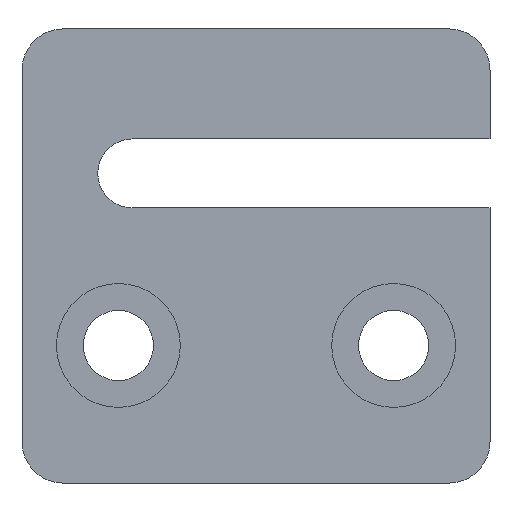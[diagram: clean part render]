
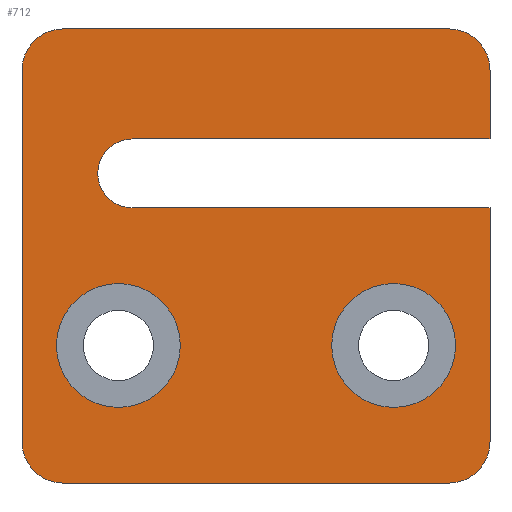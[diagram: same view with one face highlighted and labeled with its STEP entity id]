
A CAD part, front view. The second image highlights one B-rep face of the part: STEP entity #712.
In plain terms, the highlighted planar face has unit normal (0, -1, 0).
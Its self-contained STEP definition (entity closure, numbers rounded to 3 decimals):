
#15=FACE_BOUND('',#118,.T.);
#16=FACE_BOUND('',#119,.T.);
#38=CIRCLE('',#773,3.);
#39=CIRCLE('',#774,3.);
#40=CIRCLE('',#775,2.5);
#41=CIRCLE('',#776,3.);
#42=CIRCLE('',#777,3.);
#43=CIRCLE('',#778,4.5);
#44=CIRCLE('',#779,4.5);
#45=CIRCLE('',#780,4.5);
#46=CIRCLE('',#781,4.5);
#80=FACE_OUTER_BOUND('',#117,.T.);
#117=EDGE_LOOP('',(#499,#500,#501,#502,#503,#504,#505,#506,#507,#508,#509,
#510));
#118=EDGE_LOOP('',(#511,#512));
#119=EDGE_LOOP('',(#513,#514));
#165=LINE('',#1050,#234);
#172=LINE('',#1083,#241);
#174=LINE('',#1089,#243);
#175=LINE('',#1093,#244);
#176=LINE('',#1095,#245);
#177=LINE('',#1098,#246);
#178=LINE('',#1102,#247);
#234=VECTOR('',#835,5.);
#241=VECTOR('',#868,27.);
#243=VECTOR('',#874,28.);
#244=VECTOR('',#877,17.);
#245=VECTOR('',#878,26.);
#246=VECTOR('',#881,26.);
#247=VECTOR('',#884,28.);
#303=VERTEX_POINT('',#1047);
#304=VERTEX_POINT('',#1049);
#316=VERTEX_POINT('',#1080);
#317=VERTEX_POINT('',#1082);
#318=VERTEX_POINT('',#1086);
#319=VERTEX_POINT('',#1088);
#320=VERTEX_POINT('',#1090);
#321=VERTEX_POINT('',#1092);
#322=VERTEX_POINT('',#1094);
#323=VERTEX_POINT('',#1096);
#324=VERTEX_POINT('',#1099);
#325=VERTEX_POINT('',#1101);
#326=VERTEX_POINT('',#1104);
#327=VERTEX_POINT('',#1105);
#328=VERTEX_POINT('',#1108);
#329=VERTEX_POINT('',#1109);
#375=EDGE_CURVE('',#303,#304,#165,.T.);
#391=EDGE_CURVE('',#317,#316,#172,.T.);
#393=EDGE_CURVE('',#316,#318,#38,.F.);
#394=EDGE_CURVE('',#318,#319,#174,.T.);
#395=EDGE_CURVE('',#319,#320,#39,.F.);
#396=EDGE_CURVE('',#321,#320,#175,.T.);
#397=EDGE_CURVE('',#321,#322,#176,.T.);
#398=EDGE_CURVE('',#322,#323,#40,.T.);
#399=EDGE_CURVE('',#323,#304,#177,.T.);
#400=EDGE_CURVE('',#303,#324,#41,.F.);
#401=EDGE_CURVE('',#325,#324,#178,.T.);
#402=EDGE_CURVE('',#325,#317,#42,.F.);
#403=EDGE_CURVE('',#326,#327,#43,.T.);
#404=EDGE_CURVE('',#327,#326,#44,.T.);
#405=EDGE_CURVE('',#328,#329,#45,.T.);
#406=EDGE_CURVE('',#329,#328,#46,.T.);
#499=ORIENTED_EDGE('',*,*,#391,.T.);
#500=ORIENTED_EDGE('',*,*,#393,.T.);
#501=ORIENTED_EDGE('',*,*,#394,.T.);
#502=ORIENTED_EDGE('',*,*,#395,.T.);
#503=ORIENTED_EDGE('',*,*,#396,.F.);
#504=ORIENTED_EDGE('',*,*,#397,.T.);
#505=ORIENTED_EDGE('',*,*,#398,.T.);
#506=ORIENTED_EDGE('',*,*,#399,.T.);
#507=ORIENTED_EDGE('',*,*,#375,.F.);
#508=ORIENTED_EDGE('',*,*,#400,.T.);
#509=ORIENTED_EDGE('',*,*,#401,.F.);
#510=ORIENTED_EDGE('',*,*,#402,.T.);
#511=ORIENTED_EDGE('',*,*,#403,.F.);
#512=ORIENTED_EDGE('',*,*,#404,.F.);
#513=ORIENTED_EDGE('',*,*,#405,.F.);
#514=ORIENTED_EDGE('',*,*,#406,.F.);
#684=PLANE('',#772);
#712=ADVANCED_FACE('',(#80,#15,#16),#684,.F.);
#772=AXIS2_PLACEMENT_3D('',#1085,#870,#871);
#773=AXIS2_PLACEMENT_3D('',#1087,#872,#873);
#774=AXIS2_PLACEMENT_3D('',#1091,#875,#876);
#775=AXIS2_PLACEMENT_3D('',#1097,#879,#880);
#776=AXIS2_PLACEMENT_3D('',#1100,#882,#883);
#777=AXIS2_PLACEMENT_3D('',#1103,#885,#886);
#778=AXIS2_PLACEMENT_3D('',#1106,#887,#888);
#779=AXIS2_PLACEMENT_3D('',#1107,#889,#890);
#780=AXIS2_PLACEMENT_3D('',#1110,#891,#892);
#781=AXIS2_PLACEMENT_3D('',#1111,#893,#894);
#835=DIRECTION('',(0.,0.,-1.));
#868=DIRECTION('',(0.,0.,-1.));
#870=DIRECTION('center_axis',(0.,1.,0.));
#871=DIRECTION('ref_axis',(0.,0.,1.));
#872=DIRECTION('center_axis',(0.,1.,0.));
#873=DIRECTION('ref_axis',(-1.,0.,0.));
#874=DIRECTION('',(1.,0.,0.));
#875=DIRECTION('center_axis',(0.,1.,0.));
#876=DIRECTION('ref_axis',(-1.,0.,0.));
#877=DIRECTION('',(0.,0.,-1.));
#878=DIRECTION('',(-1.,0.,0.));
#879=DIRECTION('center_axis',(0.,1.,0.));
#880=DIRECTION('ref_axis',(-1.,0.,0.));
#881=DIRECTION('',(1.,0.,0.));
#882=DIRECTION('center_axis',(0.,1.,0.));
#883=DIRECTION('ref_axis',(-1.,0.,0.));
#884=DIRECTION('',(1.,0.,0.));
#885=DIRECTION('center_axis',(0.,1.,0.));
#886=DIRECTION('ref_axis',(-1.,0.,0.));
#887=DIRECTION('center_axis',(0.,-1.,0.));
#888=DIRECTION('ref_axis',(1.,0.,0.));
#889=DIRECTION('center_axis',(0.,-1.,0.));
#890=DIRECTION('ref_axis',(1.,0.,0.));
#891=DIRECTION('center_axis',(0.,-1.,0.));
#892=DIRECTION('ref_axis',(1.,0.,0.));
#893=DIRECTION('center_axis',(0.,-1.,0.));
#894=DIRECTION('ref_axis',(1.,0.,0.));
#1047=CARTESIAN_POINT('',(17.,-6.,30.));
#1049=CARTESIAN_POINT('',(17.,-6.,25.));
#1050=CARTESIAN_POINT('',(17.,-6.,30.));
#1080=CARTESIAN_POINT('',(-17.,-6.,3.));
#1082=CARTESIAN_POINT('',(-17.,-6.,30.));
#1083=CARTESIAN_POINT('',(-17.,-6.,30.));
#1085=CARTESIAN_POINT('Origin',(17.,-6.,33.));
#1086=CARTESIAN_POINT('',(-14.,-6.,0.));
#1087=CARTESIAN_POINT('Origin',(-14.,-6.,3.));
#1088=CARTESIAN_POINT('',(14.,-6.,0.));
#1089=CARTESIAN_POINT('',(-14.,-6.,0.));
#1090=CARTESIAN_POINT('',(17.,-6.,3.));
#1091=CARTESIAN_POINT('Origin',(14.,-6.,3.));
#1092=CARTESIAN_POINT('',(17.,-6.,20.));
#1093=CARTESIAN_POINT('',(17.,-6.,20.));
#1094=CARTESIAN_POINT('',(-9.,-6.,20.));
#1095=CARTESIAN_POINT('',(17.,-6.,20.));
#1096=CARTESIAN_POINT('',(-9.,-6.,25.));
#1097=CARTESIAN_POINT('Origin',(-9.,-6.,22.5));
#1098=CARTESIAN_POINT('',(-9.,-6.,25.));
#1099=CARTESIAN_POINT('',(14.,-6.,33.));
#1100=CARTESIAN_POINT('Origin',(14.,-6.,30.));
#1101=CARTESIAN_POINT('',(-14.,-6.,33.));
#1102=CARTESIAN_POINT('',(-14.,-6.,33.));
#1103=CARTESIAN_POINT('Origin',(-14.,-6.,30.));
#1104=CARTESIAN_POINT('',(-5.5,-6.,10.));
#1105=CARTESIAN_POINT('',(-14.5,-6.,10.));
#1106=CARTESIAN_POINT('Origin',(-10.,-6.,10.));
#1107=CARTESIAN_POINT('Origin',(-10.,-6.,10.));
#1108=CARTESIAN_POINT('',(14.5,-6.,10.));
#1109=CARTESIAN_POINT('',(5.5,-6.,10.));
#1110=CARTESIAN_POINT('Origin',(10.,-6.,10.));
#1111=CARTESIAN_POINT('Origin',(10.,-6.,10.));
